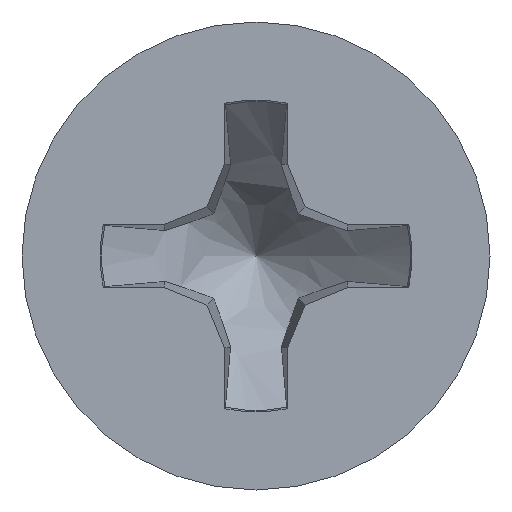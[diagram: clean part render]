
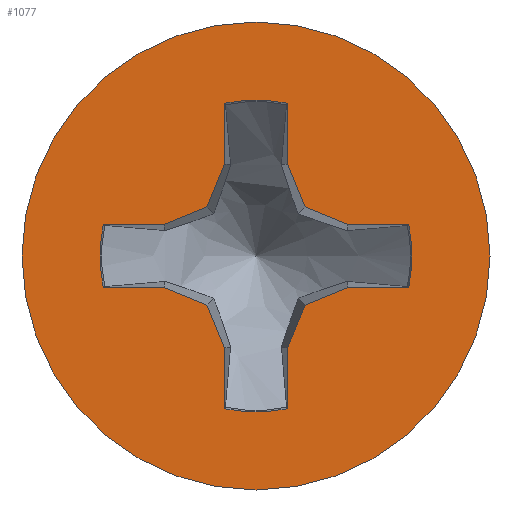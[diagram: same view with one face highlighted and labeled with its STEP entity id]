
A CAD part, front view. The second image highlights one B-rep face of the part: STEP entity #1077.
In plain terms, the highlighted planar face has unit normal (0, -1, 0).
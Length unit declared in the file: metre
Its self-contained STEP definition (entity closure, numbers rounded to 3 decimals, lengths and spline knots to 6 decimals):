
#153=LINE('',#1445,#213);
#154=LINE('',#1450,#214);
#155=LINE('',#1452,#215);
#156=LINE('',#1454,#216);
#157=LINE('',#1456,#217);
#158=LINE('',#1460,#218);
#159=LINE('',#1462,#219);
#160=LINE('',#1464,#220);
#161=LINE('',#1466,#221);
#162=LINE('',#1470,#222);
#163=LINE('',#1472,#223);
#164=LINE('',#1474,#224);
#165=LINE('',#1476,#225);
#166=LINE('',#1480,#226);
#167=LINE('',#1482,#227);
#168=LINE('',#1484,#228);
#213=VECTOR('',#1236,1.);
#214=VECTOR('',#1239,1.);
#215=VECTOR('',#1240,1.);
#216=VECTOR('',#1241,1.);
#217=VECTOR('',#1242,1.);
#218=VECTOR('',#1245,1.);
#219=VECTOR('',#1246,1.);
#220=VECTOR('',#1247,1.);
#221=VECTOR('',#1248,1.);
#222=VECTOR('',#1251,1.);
#223=VECTOR('',#1252,1.);
#224=VECTOR('',#1253,1.);
#225=VECTOR('',#1254,1.);
#226=VECTOR('',#1257,1.);
#227=VECTOR('',#1258,1.);
#228=VECTOR('',#1259,1.);
#273=PLANE('',#1154);
#293=ORIENTED_EDGE('',*,*,#635,.F.);
#294=ORIENTED_EDGE('',*,*,#636,.F.);
#295=ORIENTED_EDGE('',*,*,#637,.F.);
#296=ORIENTED_EDGE('',*,*,#638,.F.);
#297=ORIENTED_EDGE('',*,*,#639,.F.);
#298=ORIENTED_EDGE('',*,*,#640,.F.);
#299=ORIENTED_EDGE('',*,*,#641,.F.);
#300=ORIENTED_EDGE('',*,*,#642,.F.);
#301=ORIENTED_EDGE('',*,*,#643,.F.);
#302=ORIENTED_EDGE('',*,*,#644,.F.);
#303=ORIENTED_EDGE('',*,*,#645,.F.);
#304=ORIENTED_EDGE('',*,*,#646,.F.);
#305=ORIENTED_EDGE('',*,*,#647,.F.);
#306=ORIENTED_EDGE('',*,*,#648,.F.);
#307=ORIENTED_EDGE('',*,*,#649,.F.);
#308=ORIENTED_EDGE('',*,*,#650,.F.);
#309=ORIENTED_EDGE('',*,*,#651,.F.);
#310=ORIENTED_EDGE('',*,*,#652,.F.);
#311=ORIENTED_EDGE('',*,*,#653,.F.);
#312=ORIENTED_EDGE('',*,*,#654,.F.);
#313=ORIENTED_EDGE('',*,*,#633,.F.);
#633=EDGE_CURVE('',#804,#804,#920,.T.);
#635=EDGE_CURVE('',#806,#807,#153,.T.);
#636=EDGE_CURVE('',#808,#806,#922,.T.);
#637=EDGE_CURVE('',#809,#808,#154,.T.);
#638=EDGE_CURVE('',#810,#809,#155,.T.);
#639=EDGE_CURVE('',#811,#810,#156,.T.);
#640=EDGE_CURVE('',#812,#811,#157,.T.);
#641=EDGE_CURVE('',#813,#812,#923,.T.);
#642=EDGE_CURVE('',#814,#813,#158,.T.);
#643=EDGE_CURVE('',#815,#814,#159,.T.);
#644=EDGE_CURVE('',#816,#815,#160,.T.);
#645=EDGE_CURVE('',#817,#816,#161,.T.);
#646=EDGE_CURVE('',#818,#817,#924,.T.);
#647=EDGE_CURVE('',#819,#818,#162,.T.);
#648=EDGE_CURVE('',#820,#819,#163,.T.);
#649=EDGE_CURVE('',#821,#820,#164,.T.);
#650=EDGE_CURVE('',#822,#821,#165,.T.);
#651=EDGE_CURVE('',#823,#822,#925,.T.);
#652=EDGE_CURVE('',#824,#823,#166,.T.);
#653=EDGE_CURVE('',#825,#824,#167,.T.);
#654=EDGE_CURVE('',#807,#825,#168,.T.);
#804=VERTEX_POINT('',#1441);
#806=VERTEX_POINT('',#1446);
#807=VERTEX_POINT('',#1447);
#808=VERTEX_POINT('',#1449);
#809=VERTEX_POINT('',#1451);
#810=VERTEX_POINT('',#1453);
#811=VERTEX_POINT('',#1455);
#812=VERTEX_POINT('',#1457);
#813=VERTEX_POINT('',#1459);
#814=VERTEX_POINT('',#1461);
#815=VERTEX_POINT('',#1463);
#816=VERTEX_POINT('',#1465);
#817=VERTEX_POINT('',#1467);
#818=VERTEX_POINT('',#1469);
#819=VERTEX_POINT('',#1471);
#820=VERTEX_POINT('',#1473);
#821=VERTEX_POINT('',#1475);
#822=VERTEX_POINT('',#1477);
#823=VERTEX_POINT('',#1479);
#824=VERTEX_POINT('',#1481);
#825=VERTEX_POINT('',#1483);
#920=CIRCLE('',#1152,0.0019);
#922=CIRCLE('',#1155,0.001267);
#923=CIRCLE('',#1156,0.001267);
#924=CIRCLE('',#1157,0.001267);
#925=CIRCLE('',#1158,0.001267);
#937=EDGE_LOOP('',(#293,#294,#295,#296,#297,#298,#299,#300,#301,#302,#303,
#304,#305,#306,#307,#308,#309,#310,#311,#312));
#938=EDGE_LOOP('',(#313));
#1003=FACE_BOUND('',#937,.T.);
#1004=FACE_BOUND('',#938,.T.);
#1077=ADVANCED_FACE('',(#1003,#1004),#273,.T.);
#1152=AXIS2_PLACEMENT_3D('',#1440,#1230,#1231);
#1154=AXIS2_PLACEMENT_3D('',#1444,#1234,#1235);
#1155=AXIS2_PLACEMENT_3D('',#1448,#1237,#1238);
#1156=AXIS2_PLACEMENT_3D('',#1458,#1243,#1244);
#1157=AXIS2_PLACEMENT_3D('',#1468,#1249,#1250);
#1158=AXIS2_PLACEMENT_3D('',#1478,#1255,#1256);
#1230=DIRECTION('',(0.,1.,0.));
#1231=DIRECTION('',(-1.,0.,0.));
#1234=DIRECTION('',(0.,-1.,0.));
#1235=DIRECTION('',(1.,0.,0.));
#1236=DIRECTION('',(0.,0.,-1.));
#1237=DIRECTION('',(0.,-1.,0.));
#1238=DIRECTION('',(1.,0.,0.));
#1239=DIRECTION('',(0.,0.,1.));
#1240=DIRECTION('',(-0.383,0.,0.924));
#1241=DIRECTION('',(-0.924,0.,0.383));
#1242=DIRECTION('',(-1.,0.,0.));
#1243=DIRECTION('',(0.,-1.,0.));
#1244=DIRECTION('',(1.,0.,0.));
#1245=DIRECTION('',(1.,0.,0.));
#1246=DIRECTION('',(0.924,0.,0.383));
#1247=DIRECTION('',(0.383,0.,0.924));
#1248=DIRECTION('',(0.,0.,1.));
#1249=DIRECTION('',(0.,-1.,0.));
#1250=DIRECTION('',(-1.,0.,0.));
#1251=DIRECTION('',(0.,0.,-1.));
#1252=DIRECTION('',(0.383,0.,-0.924));
#1253=DIRECTION('',(0.924,0.,-0.383));
#1254=DIRECTION('',(1.,0.,0.));
#1255=DIRECTION('',(0.,-1.,0.));
#1256=DIRECTION('',(0.,0.,1.));
#1257=DIRECTION('',(-1.,0.,0.));
#1258=DIRECTION('',(-0.924,0.,-0.383));
#1259=DIRECTION('',(-0.383,0.,-0.924));
#1440=CARTESIAN_POINT('',(0.,-0.0012,0.));
#1441=CARTESIAN_POINT('',(-0.0019,-0.0012,0.));
#1444=CARTESIAN_POINT('',(0.,-0.0012,0.));
#1445=CARTESIAN_POINT('',(-0.000253,-0.0012,0.001241));
#1446=CARTESIAN_POINT('',(-0.000253,-0.0012,0.001241));
#1447=CARTESIAN_POINT('',(-0.000253,-0.0012,0.000747));
#1448=CARTESIAN_POINT('',(0.,-0.0012,0.));
#1449=CARTESIAN_POINT('',(0.000253,-0.0012,0.001241));
#1450=CARTESIAN_POINT('',(0.000253,-0.0012,0.000747));
#1451=CARTESIAN_POINT('',(0.000253,-0.0012,0.000747));
#1452=CARTESIAN_POINT('',(0.000398,-0.0012,0.000398));
#1453=CARTESIAN_POINT('',(0.000398,-0.0012,0.000398));
#1454=CARTESIAN_POINT('',(0.000747,-0.0012,0.000253));
#1455=CARTESIAN_POINT('',(0.000747,-0.0012,0.000253));
#1456=CARTESIAN_POINT('',(0.001241,-0.0012,0.000253));
#1457=CARTESIAN_POINT('',(0.001241,-0.0012,0.000253));
#1458=CARTESIAN_POINT('',(0.,-0.0012,0.));
#1459=CARTESIAN_POINT('',(0.001241,-0.0012,-0.000253));
#1460=CARTESIAN_POINT('',(0.000747,-0.0012,-0.000253));
#1461=CARTESIAN_POINT('',(0.000747,-0.0012,-0.000253));
#1462=CARTESIAN_POINT('',(0.000398,-0.0012,-0.000398));
#1463=CARTESIAN_POINT('',(0.000398,-0.0012,-0.000398));
#1464=CARTESIAN_POINT('',(0.000253,-0.0012,-0.000747));
#1465=CARTESIAN_POINT('',(0.000253,-0.0012,-0.000747));
#1466=CARTESIAN_POINT('',(0.000253,-0.0012,-0.001241));
#1467=CARTESIAN_POINT('',(0.000253,-0.0012,-0.001241));
#1468=CARTESIAN_POINT('',(0.,-0.0012,0.));
#1469=CARTESIAN_POINT('',(-0.000253,-0.0012,-0.001241));
#1470=CARTESIAN_POINT('',(-0.000253,-0.0012,-0.000747));
#1471=CARTESIAN_POINT('',(-0.000253,-0.0012,-0.000747));
#1472=CARTESIAN_POINT('',(-0.000398,-0.0012,-0.000398));
#1473=CARTESIAN_POINT('',(-0.000398,-0.0012,-0.000398));
#1474=CARTESIAN_POINT('',(-0.000747,-0.0012,-0.000253));
#1475=CARTESIAN_POINT('',(-0.000747,-0.0012,-0.000253));
#1476=CARTESIAN_POINT('',(-0.001241,-0.0012,-0.000253));
#1477=CARTESIAN_POINT('',(-0.001241,-0.0012,-0.000253));
#1478=CARTESIAN_POINT('',(0.,-0.0012,0.));
#1479=CARTESIAN_POINT('',(-0.001241,-0.0012,0.000253));
#1480=CARTESIAN_POINT('',(-0.000747,-0.0012,0.000253));
#1481=CARTESIAN_POINT('',(-0.000747,-0.0012,0.000253));
#1482=CARTESIAN_POINT('',(-0.000398,-0.0012,0.000398));
#1483=CARTESIAN_POINT('',(-0.000398,-0.0012,0.000398));
#1484=CARTESIAN_POINT('',(-0.000253,-0.0012,0.000747));
